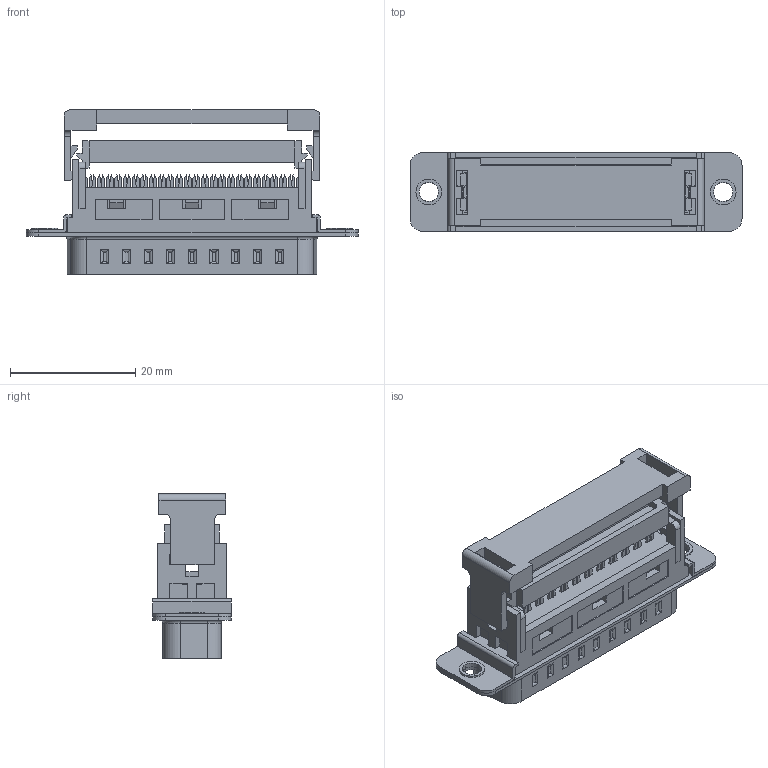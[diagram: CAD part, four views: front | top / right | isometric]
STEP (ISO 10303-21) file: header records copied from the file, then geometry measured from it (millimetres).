
FILE_DESCRIPTION(('HOOPS Exchange Step'),'2;1');
FILE_NAME('export-A3CD9C55-77E7-461D-B691-DDC973353DDD.stp','2023-01-14T11:21:41+01:00',('Engineering'),('Alibre'),'HOOPS Exchange 2021.0','Alibre','Unknown authorisation');
FILE_SCHEMA( ('AP242_MANAGED_MODEL_BASED_3D_ENGINEERING_MIM_LF {1 0 10303 442 1 1 4 }') );
Length unit declared in the file: millimetre
Products named in the file (8): 994-6 26 Pole Ribbon to 25 pole D-SUB connector MALE; 994-7 26 Pole Ribbon to 25 pole D-SUB connector MALE; 994-3 26 Pole Ribbon to 25 pole D-SUB connector MALE_PAD; 994-5 26 Pole Ribbon to 25 pole D-SUB connector MALE_Strain_Relief; 994-2 26 Pole Ribbon to 25 pole D-SUB connector MALE_PIN; 994-1 26 Pole Ribbon to 25 pole D-SUB connector MALE_FLANGE; 994-4 26 Pole Ribbon to 25 pole D-SUB connector MALE; 994 26 Pole Ribbon to 25 pole D-SUB connector MALE
Assembly tree (32 placements, depth 2):
  994 26 Pole Ribbon to 25 pole D-SUB connector MALE
    994-6 26 Pole Ribbon to 25 pole D-SUB connector MALE
    994-7 26 Pole Ribbon to 25 pole D-SUB connector MALE
    994-3 26 Pole Ribbon to 25 pole D-SUB connector MALE_PAD
    994-5 26 Pole Ribbon to 25 pole D-SUB connector MALE_Strain_Relief
    994-2 26 Pole Ribbon to 25 pole D-SUB connector MALE_PIN  x25
    994-1 26 Pole Ribbon to 25 pole D-SUB connector MALE_FLANGE  x2
    994-4 26 Pole Ribbon to 25 pole D-SUB connector MALE
Bounding box: 53.09 x 12.55 x 26.3 mm (x, y, z)
Volume: 5561.4 mm3; surface area: 10444.4 mm2
Topology: 32 solids, 32 shells, 1319 faces, 3453 edges, 2238 vertices
Faces by surface type: plane 891, cylinder 370, cone 50, torus 8
Entity records: 25478 total; most frequent: CARTESIAN_POINT 4403, ORIENTED_EDGE 4302, DIRECTION 4211, EDGE_CURVE 2151, VECTOR 1759, LINE 1759, VERTEX_POINT 1418, AXIS2_PLACEMENT_3D 1226
